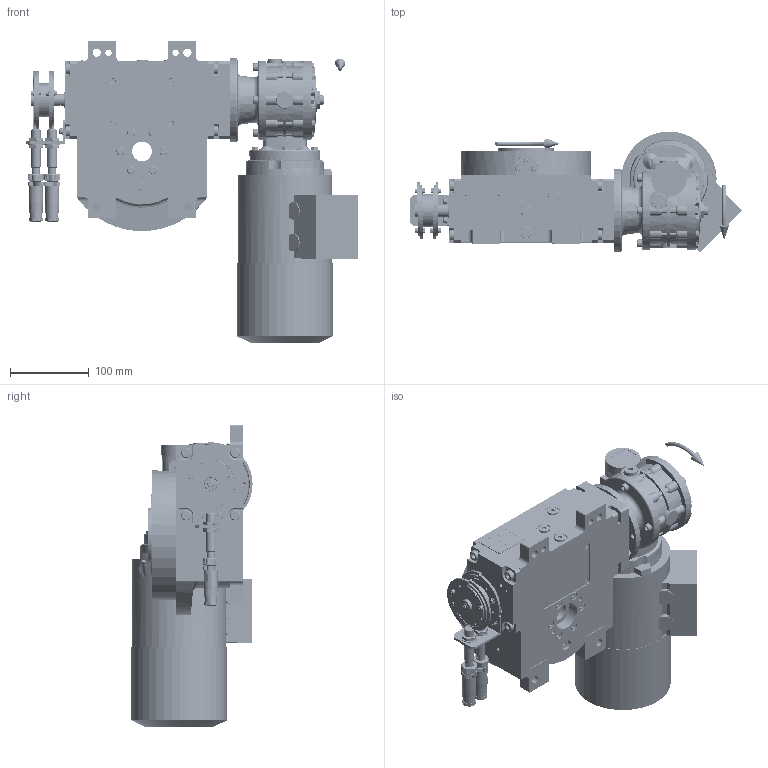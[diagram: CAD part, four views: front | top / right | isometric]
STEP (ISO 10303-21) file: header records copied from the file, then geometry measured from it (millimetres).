
FILE_DESCRIPTION (( 'STEP AP203' ), '1' );
FILE_NAME ('PC5201961.step', '2026-03-21T08:26:37', ( '' ), ( '' ), 'SwSTEP 2.0', 'SolidWorks 2020', '' );
FILE_SCHEMA (( 'CONFIG_CONTROL_DESIGN' ));
Length unit declared in the file: millimetre
Products named in the file (95): CFN2104_02_017.stp; cfn2070_05_001; CFN2000_01_185.stp; cfn2000_01_129; cfn2000_01_161; AS_rig04_071_8_m; AS_rig04_015; PC5201961; AS_rig04_004_s_001; CFN2203_02_001.stp; RIG06_021_AF0.stp; cfn2151_01_087; 900_00_00_005; cfn2128_05_006; BM63B14; RIG04_005_AF0.stp; cfn2104_01_016; freccia_angolare_albero; cfn2000_01_151; rig04_004_s_001; cfn2000_01_147; cfn2055_01_002; CFN2356_03_051.stp; cfn2003_01_063; rig04_071_8_m.stp; AS_900_38_30_003; cfn2107_01_001; cfn2151_01_092; rig04_003_8; rig04_002_bl_004; AS_rig04_002_bl_004; AS_900_00_00_005; cfn2401_02_005; AS_cfn2476_01_001_48x38; CFN2155_01_007.stp; rig04_014_s_001; cfn2276_01_065; CFN2223_01-390X6-B.stp; RIG04_005_ASM.stp; freccia_angolare ...
Assembly tree (91 placements, depth 5):
  PC5201961
    rig04_001_a_001
    AS_cfn2476_01_001_48x38
      cfn2476_01_001_48x38
      cfn2107_01_001
      cfn2107_01_001
    AS_rig04_071_8_m
      rig04_071_8_m.stp
        RIG04_005_ASM.stp
          RIG04_005_AF0.stp
          RIG06_021_AF0.stp
          CFN2000_01_185.stp
          CFN2000_01_185.stp
          CFN2104_02_017.stp
        CFN2155_01_007.stp
        CFN2010_02_002.stp
      rig04_003_8
      cfn2000_01_147
      cfn2000_01_147
      cfn2000_01_147
      cfn2000_01_147
      cfn2000_01_147
      cfn2000_01_147
      cfn2000_01_147
      cfn2000_01_147
      cfn2104_01_016  x2
    AS_rig04_014_s_001
      rig04_014_s_001
      cfn2000_01_151
      cfn2000_01_151
      cfn2000_01_151
      cfn2000_01_151
      cfn2000_01_151
      cfn2000_01_151
      cfn2155_01_186
    AS_rig04_004_s_002
      rig04_004_s_002
      cfn2155_01_038
      cfn2070_05_001
      cfn2000_01_129
      cfn2000_01_129  x2
      cfn2000_01_129
    AS_rig04_004
      rig04_004
      cfn2155_01_055
      cfn2070_05_001
      cfn2000_01_129  x2
      cfn2000_01_129
      cfn2000_01_129
    AS_rig04_002_bl_004
      rig04_002_bl_004
      cfn2115_02_182
    AS_rig04_004_s_001
      rig04_004_s_001
      cfn2000_01_129
      cfn2000_01_129
      cfn2000_01_129  x2
    cfn2128_04_011
    cfn2128_04_011
    cfn2128_04_011
Bounding box: 420.63 x 153.49 x 382.99 mm (x, y, z)
Volume: 4847485.9 mm3; surface area: 777231.4 mm2
Topology: 91 solids, 91 shells, 6107 faces, 15461 edges, 9835 vertices
Faces by surface type: plane 2822, cylinder 2089, cone 1009, torus 163, bspline 18, sphere 6
Entity records: 169687 total; most frequent: CARTESIAN_POINT 40512, DIRECTION 25208, ORIENTED_EDGE 24672, EDGE_CURVE 12336, AXIS2_PLACEMENT_3D 9281, VERTEX_POINT 7925, LINE 6646, VECTOR 6646
